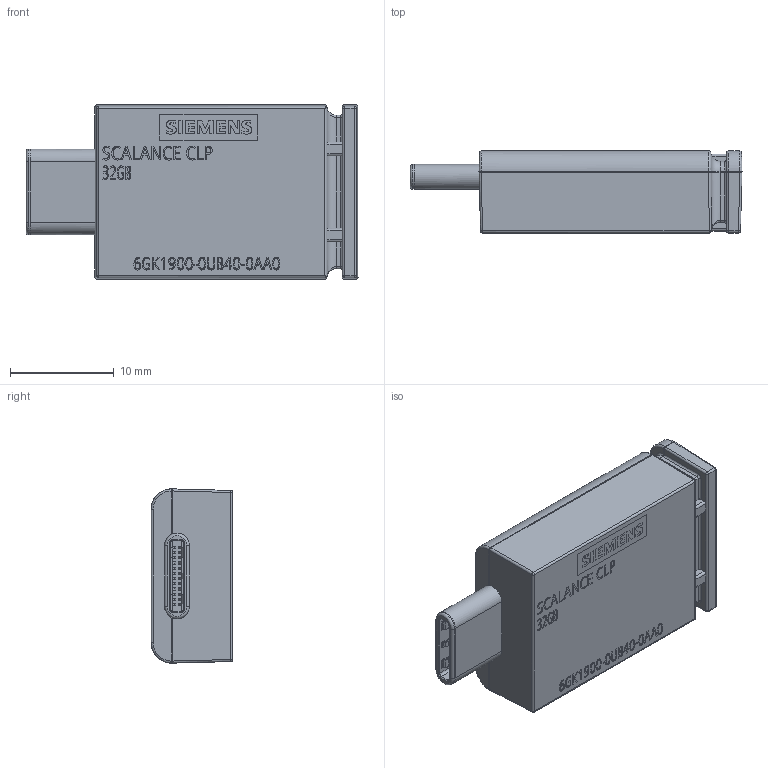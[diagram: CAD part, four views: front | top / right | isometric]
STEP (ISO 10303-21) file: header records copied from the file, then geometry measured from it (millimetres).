
FILE_DESCRIPTION(/* description */ (''),/* implementation_level */ '2;1');
FILE_NAME(/* name */ '6GK1900-0UB40-0AA0_3d.stp',/* time_stamp */ '2021-10-19T09:43:38+02:00',/* author */ (''),/* organization */ (''),/* preprocessor_version */ 'ST-DEVELOPER v18.1',/* originating_system */ 'SIEMENS PLM Software NX 1988',/* authorisation */ '');
FILE_SCHEMA (('AUTOMOTIVE_DESIGN { 1 0 10303 214 3 1 1 1 }'));
Length unit declared in the file: millimetre
Products named in the file (3): Body; Beschriftung; 1851_6GK1900-0UB40-0AA0
Assembly tree (2 placements, depth 2):
  1851_6GK1900-0UB40-0AA0
    Beschriftung
    Body
Bounding box: 32 x 7.9 x 16.8 mm (x, y, z)
Volume: 3310 mm3; surface area: 1806.2 mm2
Topology: 1 solids, 35 shells, 507 faces, 1655 edges, 1181 vertices
Faces by surface type: plane 341, cylinder 138, torus 16, sphere 6, cone 4, bspline 2
Entity records: 23373 total; most frequent: CARTESIAN_POINT 5315, ORIENTED_EDGE 2998, DIRECTION 2759, EDGE_CURVE 1649, LINE 1225, VECTOR 1225, VERTEX_POINT 1181, AXIS2_PLACEMENT_3D 767
